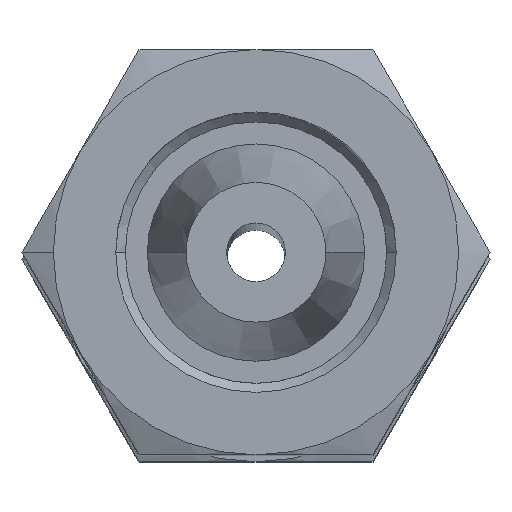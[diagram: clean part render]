
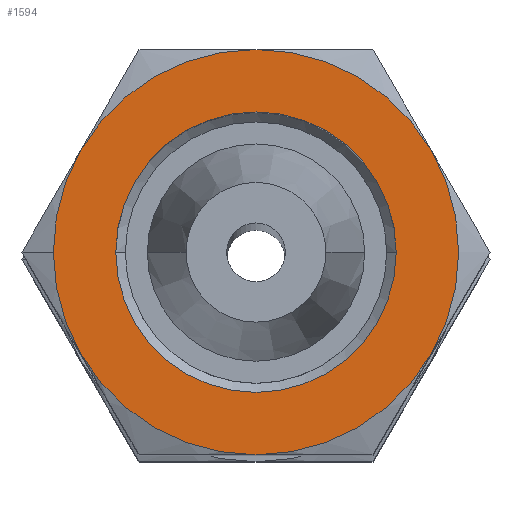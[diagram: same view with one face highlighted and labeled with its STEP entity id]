
A CAD part, top view. The second image highlights one B-rep face of the part: STEP entity #1594.
In plain terms, the highlighted planar face has unit normal (0, 0, 1).
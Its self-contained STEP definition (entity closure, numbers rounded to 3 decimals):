
#20 = ORIENTED_EDGE ( 'NONE', *, *, #1698, .T. ) ;
#71 = AXIS2_PLACEMENT_3D ( 'NONE', #2257, #1143, #2453 ) ;
#152 = CARTESIAN_POINT ( 'NONE',  ( 0., 0., 1.81 ) ) ;
#157 = ORIENTED_EDGE ( 'NONE', *, *, #1160, .T. ) ;
#182 = DIRECTION ( 'NONE',  ( 1., 0., 0. ) ) ;
#184 = CARTESIAN_POINT ( 'NONE',  ( -5., 0., 1.81 ) ) ;
#242 = ORIENTED_EDGE ( 'NONE', *, *, #553, .T. ) ;
#243 = CIRCLE ( 'NONE', #1901, 5. ) ;
#260 = VERTEX_POINT ( 'NONE', #1083 ) ;
#293 = CIRCLE ( 'NONE', #1163, 5. ) ;
#325 = CARTESIAN_POINT ( 'NONE',  ( 0., 0., 1.81 ) ) ;
#345 = AXIS2_PLACEMENT_3D ( 'NONE', #2462, #1342, #182 ) ;
#352 = DIRECTION ( 'NONE',  ( 1., 0., 0. ) ) ;
#365 = ORIENTED_EDGE ( 'NONE', *, *, #1519, .T. ) ;
#419 = VERTEX_POINT ( 'NONE', #609 ) ;
#451 = VERTEX_POINT ( 'NONE', #184 ) ;
#464 = CARTESIAN_POINT ( 'NONE',  ( 0., 0., 1.81 ) ) ;
#483 = VERTEX_POINT ( 'NONE', #1927 ) ;
#493 = CARTESIAN_POINT ( 'NONE',  ( 0., 0., 1.81 ) ) ;
#524 = DIRECTION ( 'NONE',  ( 1., 0., 0. ) ) ;
#525 = PLANE ( 'NONE',  #1495 ) ;
#553 = EDGE_CURVE ( 'NONE', #260, #1147, #1194, .T. ) ;
#564 = CARTESIAN_POINT ( 'NONE',  ( 0., 0., 1.81 ) ) ;
#570 = ORIENTED_EDGE ( 'NONE', *, *, #2280, .F. ) ;
#609 = CARTESIAN_POINT ( 'NONE',  ( 4.33, -2.5, 1.81 ) ) ;
#657 = DIRECTION ( 'NONE',  ( 1., 0., 0. ) ) ;
#689 = DIRECTION ( 'NONE',  ( 1., 0., 0. ) ) ;
#710 = AXIS2_PLACEMENT_3D ( 'NONE', #933, #2244, #1120 ) ;
#719 = CARTESIAN_POINT ( 'NONE',  ( 0., 5., 1.81 ) ) ;
#739 = CIRCLE ( 'NONE', #835, 3.46 ) ;
#743 = CARTESIAN_POINT ( 'NONE',  ( 3.46, 0., 1.81 ) ) ;
#750 = CARTESIAN_POINT ( 'NONE',  ( 0., -5., 1.81 ) ) ;
#761 = DIRECTION ( 'NONE',  ( 1., 0., 0. ) ) ;
#835 = AXIS2_PLACEMENT_3D ( 'NONE', #152, #1494, #352 ) ;
#862 = CIRCLE ( 'NONE', #71, 5. ) ;
#933 = CARTESIAN_POINT ( 'NONE',  ( 0., 0., 1.81 ) ) ;
#934 = CARTESIAN_POINT ( 'NONE',  ( -3.46, 0., 1.81 ) ) ;
#951 = ORIENTED_EDGE ( 'NONE', *, *, #1398, .T. ) ;
#1006 = EDGE_LOOP ( 'NONE', ( #570, #1111 ) ) ;
#1036 = VERTEX_POINT ( 'NONE', #2113 ) ;
#1083 = CARTESIAN_POINT ( 'NONE',  ( -4.33, -2.5, 1.81 ) ) ;
#1111 = ORIENTED_EDGE ( 'NONE', *, *, #2263, .F. ) ;
#1120 = DIRECTION ( 'NONE',  ( 1., 0., 0. ) ) ;
#1123 = DIRECTION ( 'NONE',  ( 0., 0., 1. ) ) ;
#1143 = DIRECTION ( 'NONE',  ( 0., 0., 1. ) ) ;
#1147 = VERTEX_POINT ( 'NONE', #750 ) ;
#1160 = EDGE_CURVE ( 'NONE', #483, #451, #1728, .T. ) ;
#1163 = AXIS2_PLACEMENT_3D ( 'NONE', #493, #1809, #689 ) ;
#1194 = CIRCLE ( 'NONE', #1757, 5. ) ;
#1292 = EDGE_CURVE ( 'NONE', #1036, #483, #293, .T. ) ;
#1342 = DIRECTION ( 'NONE',  ( 0., 0., 1. ) ) ;
#1374 = CARTESIAN_POINT ( 'NONE',  ( 4.33, 2.5, 1.81 ) ) ;
#1375 = CIRCLE ( 'NONE', #345, 5. ) ;
#1398 = EDGE_CURVE ( 'NONE', #1935, #1036, #243, .T. ) ;
#1421 = VERTEX_POINT ( 'NONE', #934 ) ;
#1465 = EDGE_CURVE ( 'NONE', #451, #260, #862, .T. ) ;
#1494 = DIRECTION ( 'NONE',  ( 0., 0., 1. ) ) ;
#1495 = AXIS2_PLACEMENT_3D ( 'NONE', #719, #2015, #2226 ) ;
#1519 = EDGE_CURVE ( 'NONE', #419, #1935, #1375, .T. ) ;
#1594 = ADVANCED_FACE ( 'NONE', ( #2126, #1685 ), #525, .F. ) ;
#1637 = EDGE_LOOP ( 'NONE', ( #951, #1725, #157, #2171, #242, #20, #365 ) ) ;
#1658 = DIRECTION ( 'NONE',  ( 0., 0., 1. ) ) ;
#1685 = FACE_OUTER_BOUND ( 'NONE', #1637, .T. ) ;
#1698 = EDGE_CURVE ( 'NONE', #1147, #419, #1948, .T. ) ;
#1725 = ORIENTED_EDGE ( 'NONE', *, *, #1292, .T. ) ;
#1728 = CIRCLE ( 'NONE', #1947, 5. ) ;
#1739 = CIRCLE ( 'NONE', #710, 3.46 ) ;
#1757 = AXIS2_PLACEMENT_3D ( 'NONE', #464, #1783, #657 ) ;
#1783 = DIRECTION ( 'NONE',  ( 0., 0., 1. ) ) ;
#1809 = DIRECTION ( 'NONE',  ( 0., 0., 1. ) ) ;
#1880 = DIRECTION ( 'NONE',  ( 0., 0., 1. ) ) ;
#1901 = AXIS2_PLACEMENT_3D ( 'NONE', #325, #1658, #524 ) ;
#1927 = CARTESIAN_POINT ( 'NONE',  ( -4.33, 2.5, 1.81 ) ) ;
#1935 = VERTEX_POINT ( 'NONE', #1374 ) ;
#1947 = AXIS2_PLACEMENT_3D ( 'NONE', #564, #1880, #761 ) ;
#1948 = CIRCLE ( 'NONE', #2249, 5. ) ;
#2015 = DIRECTION ( 'NONE',  ( 0., 0., -1. ) ) ;
#2113 = CARTESIAN_POINT ( 'NONE',  ( 0., 5., 1.81 ) ) ;
#2126 = FACE_BOUND ( 'NONE', #1006, .T. ) ;
#2171 = ORIENTED_EDGE ( 'NONE', *, *, #1465, .T. ) ;
#2226 = DIRECTION ( 'NONE',  ( -1., 0., 0. ) ) ;
#2244 = DIRECTION ( 'NONE',  ( 0., 0., 1. ) ) ;
#2245 = CARTESIAN_POINT ( 'NONE',  ( 0., 0., 1.81 ) ) ;
#2249 = AXIS2_PLACEMENT_3D ( 'NONE', #2245, #1123, #2436 ) ;
#2257 = CARTESIAN_POINT ( 'NONE',  ( 0., 0., 1.81 ) ) ;
#2263 = EDGE_CURVE ( 'NONE', #1421, #2303, #1739, .T. ) ;
#2280 = EDGE_CURVE ( 'NONE', #2303, #1421, #739, .T. ) ;
#2303 = VERTEX_POINT ( 'NONE', #743 ) ;
#2436 = DIRECTION ( 'NONE',  ( 1., 0., 0. ) ) ;
#2453 = DIRECTION ( 'NONE',  ( 1., 0., 0. ) ) ;
#2462 = CARTESIAN_POINT ( 'NONE',  ( 0., 0., 1.81 ) ) ;
